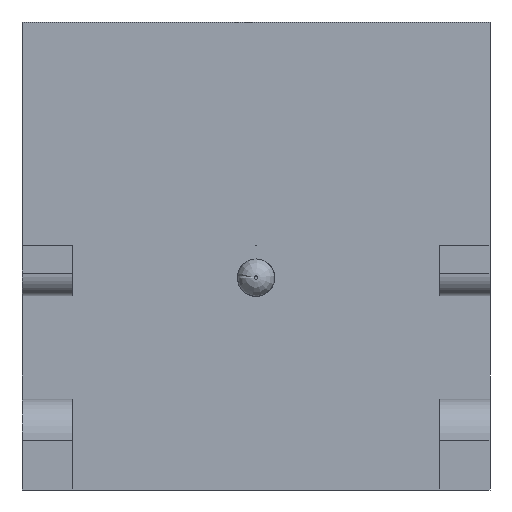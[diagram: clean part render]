
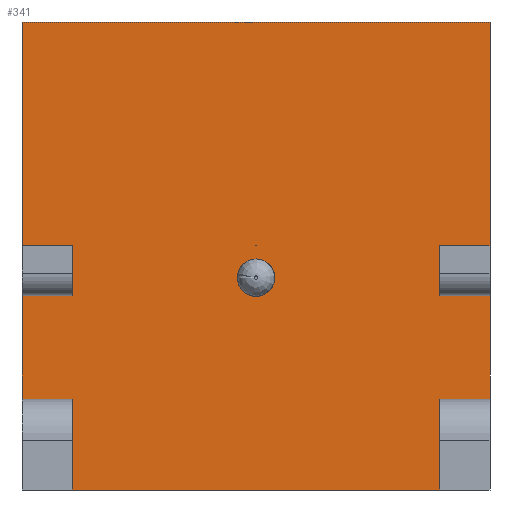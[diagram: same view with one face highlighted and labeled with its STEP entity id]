
A CAD part, left-side view. The second image highlights one B-rep face of the part: STEP entity #341.
In plain terms, the highlighted planar face has unit normal (-1, 0, 0).
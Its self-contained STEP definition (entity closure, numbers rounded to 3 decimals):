
#106 = VERTEX_POINT('',#107);
#107 = CARTESIAN_POINT('',(2.01,3.74,-3.96));
#113 = EDGE_CURVE('',#114,#106,#116,.T.);
#114 = VERTEX_POINT('',#115);
#115 = CARTESIAN_POINT('',(2.01,-3.74,-3.96));
#116 = LINE('',#117,#118);
#117 = CARTESIAN_POINT('',(2.01,-4.76,-3.96));
#118 = VECTOR('',#119,1.);
#119 = DIRECTION('',(0.,1.,0.));
#135 = EDGE_CURVE('',#136,#138,#140,.T.);
#136 = VERTEX_POINT('',#137);
#137 = CARTESIAN_POINT('',(2.01,-4.76,5.56));
#138 = VERTEX_POINT('',#139);
#139 = CARTESIAN_POINT('',(2.01,-4.76,1.01));
#140 = LINE('',#141,#142);
#141 = CARTESIAN_POINT('',(2.01,-4.76,5.56));
#142 = VECTOR('',#143,1.);
#143 = DIRECTION('',(0.,0.,-1.));
#162 = VERTEX_POINT('',#163);
#163 = CARTESIAN_POINT('',(2.01,-4.76,-2.11));
#169 = EDGE_CURVE('',#170,#162,#172,.T.);
#170 = VERTEX_POINT('',#171);
#171 = CARTESIAN_POINT('',(2.01,-4.76,-0.01));
#172 = LINE('',#173,#174);
#173 = CARTESIAN_POINT('',(2.01,-4.76,5.56));
#174 = VECTOR('',#175,1.);
#175 = DIRECTION('',(0.,0.,-1.));
#218 = VERTEX_POINT('',#219);
#219 = CARTESIAN_POINT('',(2.01,4.76,5.56));
#225 = EDGE_CURVE('',#226,#218,#228,.T.);
#226 = VERTEX_POINT('',#227);
#227 = CARTESIAN_POINT('',(2.01,4.76,1.01));
#228 = LINE('',#229,#230);
#229 = CARTESIAN_POINT('',(2.01,4.76,-3.96));
#230 = VECTOR('',#231,1.);
#231 = DIRECTION('',(0.,0.,1.));
#250 = VERTEX_POINT('',#251);
#251 = CARTESIAN_POINT('',(2.01,4.76,-0.01));
#257 = EDGE_CURVE('',#258,#250,#260,.T.);
#258 = VERTEX_POINT('',#259);
#259 = CARTESIAN_POINT('',(2.01,4.76,-2.11));
#260 = LINE('',#261,#262);
#261 = CARTESIAN_POINT('',(2.01,4.76,-3.96));
#262 = VECTOR('',#263,1.);
#263 = DIRECTION('',(0.,0.,1.));
#282 = EDGE_CURVE('',#218,#136,#283,.T.);
#283 = LINE('',#284,#285);
#284 = CARTESIAN_POINT('',(2.01,4.76,5.56));
#285 = VECTOR('',#286,1.);
#286 = DIRECTION('',(0.,-1.,0.));
#341 = ADVANCED_FACE('',(#342,#422),#433,.F.);
#342 = FACE_BOUND('',#343,.F.);
#343 = EDGE_LOOP('',(#344,#352,#353,#361,#367,#368,#376,#384,#390,#391,
#392,#393,#401,#409,#415,#416));
#344 = ORIENTED_EDGE('',*,*,#345,.F.);
#345 = EDGE_CURVE('',#114,#346,#348,.T.);
#346 = VERTEX_POINT('',#347);
#347 = CARTESIAN_POINT('',(2.01,-3.74,-2.11));
#348 = LINE('',#349,#350);
#349 = CARTESIAN_POINT('',(2.01,-3.74,-1.58));
#350 = VECTOR('',#351,1.);
#351 = DIRECTION('',(0.,0.,1.));
#352 = ORIENTED_EDGE('',*,*,#113,.T.);
#353 = ORIENTED_EDGE('',*,*,#354,.F.);
#354 = EDGE_CURVE('',#355,#106,#357,.T.);
#355 = VERTEX_POINT('',#356);
#356 = CARTESIAN_POINT('',(2.01,3.74,-2.11));
#357 = LINE('',#358,#359);
#358 = CARTESIAN_POINT('',(2.01,3.74,-0.655));
#359 = VECTOR('',#360,1.);
#360 = DIRECTION('',(0.,0.,-1.));
#361 = ORIENTED_EDGE('',*,*,#362,.F.);
#362 = EDGE_CURVE('',#258,#355,#363,.T.);
#363 = LINE('',#364,#365);
#364 = CARTESIAN_POINT('',(2.01,2.38,-2.11));
#365 = VECTOR('',#366,1.);
#366 = DIRECTION('',(0.,-1.,0.));
#367 = ORIENTED_EDGE('',*,*,#257,.T.);
#368 = ORIENTED_EDGE('',*,*,#369,.F.);
#369 = EDGE_CURVE('',#370,#250,#372,.T.);
#370 = VERTEX_POINT('',#371);
#371 = CARTESIAN_POINT('',(2.01,3.74,-0.01));
#372 = LINE('',#373,#374);
#373 = CARTESIAN_POINT('',(2.01,1.87,-0.01));
#374 = VECTOR('',#375,1.);
#375 = DIRECTION('',(0.,1.,0.));
#376 = ORIENTED_EDGE('',*,*,#377,.F.);
#377 = EDGE_CURVE('',#378,#370,#380,.T.);
#378 = VERTEX_POINT('',#379);
#379 = CARTESIAN_POINT('',(2.01,3.74,1.01));
#380 = LINE('',#381,#382);
#381 = CARTESIAN_POINT('',(2.01,3.74,0.905));
#382 = VECTOR('',#383,1.);
#383 = DIRECTION('',(0.,0.,-1.));
#384 = ORIENTED_EDGE('',*,*,#385,.F.);
#385 = EDGE_CURVE('',#226,#378,#386,.T.);
#386 = LINE('',#387,#388);
#387 = CARTESIAN_POINT('',(2.01,2.38,1.01));
#388 = VECTOR('',#389,1.);
#389 = DIRECTION('',(0.,-1.,0.));
#390 = ORIENTED_EDGE('',*,*,#225,.T.);
#391 = ORIENTED_EDGE('',*,*,#282,.T.);
#392 = ORIENTED_EDGE('',*,*,#135,.T.);
#393 = ORIENTED_EDGE('',*,*,#394,.F.);
#394 = EDGE_CURVE('',#395,#138,#397,.T.);
#395 = VERTEX_POINT('',#396);
#396 = CARTESIAN_POINT('',(2.01,-3.74,1.01));
#397 = LINE('',#398,#399);
#398 = CARTESIAN_POINT('',(2.01,-1.87,1.01));
#399 = VECTOR('',#400,1.);
#400 = DIRECTION('',(0.,-1.,0.));
#401 = ORIENTED_EDGE('',*,*,#402,.F.);
#402 = EDGE_CURVE('',#403,#395,#405,.T.);
#403 = VERTEX_POINT('',#404);
#404 = CARTESIAN_POINT('',(2.01,-3.74,-0.01));
#405 = LINE('',#406,#407);
#406 = CARTESIAN_POINT('',(2.01,-3.74,0.395));
#407 = VECTOR('',#408,1.);
#408 = DIRECTION('',(0.,0.,1.));
#409 = ORIENTED_EDGE('',*,*,#410,.F.);
#410 = EDGE_CURVE('',#170,#403,#411,.T.);
#411 = LINE('',#412,#413);
#412 = CARTESIAN_POINT('',(2.01,-2.38,-0.01));
#413 = VECTOR('',#414,1.);
#414 = DIRECTION('',(0.,1.,0.));
#415 = ORIENTED_EDGE('',*,*,#169,.T.);
#416 = ORIENTED_EDGE('',*,*,#417,.F.);
#417 = EDGE_CURVE('',#346,#162,#418,.T.);
#418 = LINE('',#419,#420);
#419 = CARTESIAN_POINT('',(2.01,-1.87,-2.11));
#420 = VECTOR('',#421,1.);
#421 = DIRECTION('',(0.,-1.,0.));
#422 = FACE_BOUND('',#423,.F.);
#423 = EDGE_LOOP('',(#424));
#424 = ORIENTED_EDGE('',*,*,#425,.F.);
#425 = EDGE_CURVE('',#426,#426,#428,.T.);
#426 = VERTEX_POINT('',#427);
#427 = CARTESIAN_POINT('',(2.01,0.38,0.36));
#428 = CIRCLE('',#429,0.38);
#429 = AXIS2_PLACEMENT_3D('',#430,#431,#432);
#430 = CARTESIAN_POINT('',(2.01,0.,0.36));
#431 = DIRECTION('',(1.,0.,0.));
#432 = DIRECTION('',(0.,1.,0.));
#433 = PLANE('',#434);
#434 = AXIS2_PLACEMENT_3D('',#435,#436,#437);
#435 = CARTESIAN_POINT('',(2.01,0.,0.8));
#436 = DIRECTION('',(1.,0.,0.));
#437 = DIRECTION('',(0.,1.,0.));
